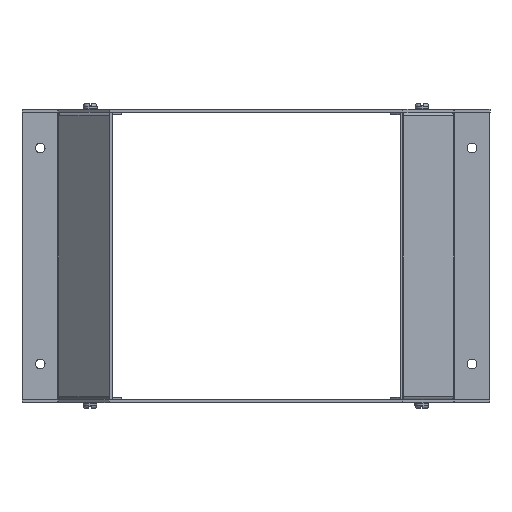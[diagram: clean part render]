
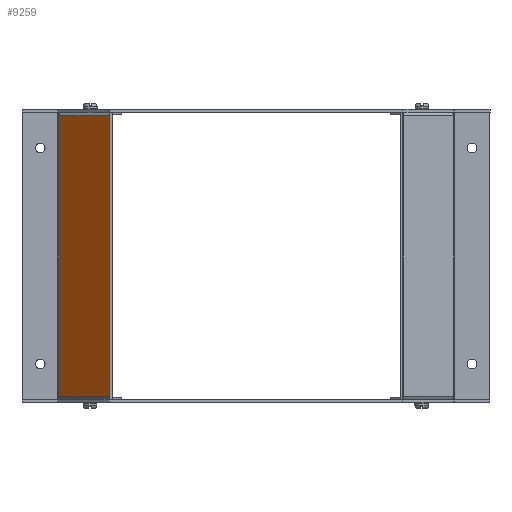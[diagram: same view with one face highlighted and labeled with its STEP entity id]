
A CAD part, front view. The second image highlights one B-rep face of the part: STEP entity #9259.
In plain terms, the highlighted planar face has unit normal (-0.707, -0.707, 0).
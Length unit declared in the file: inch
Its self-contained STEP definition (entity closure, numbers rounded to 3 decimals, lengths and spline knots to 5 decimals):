
#500 = CARTESIAN_POINT ( 'NONE',  ( -5.48185, -4.08274, -0.108 ) ) ;
#512 = AXIS2_PLACEMENT_3D ( 'NONE', #9070, #9336, #10582 ) ;
#748 = EDGE_CURVE ( 'NONE', #1770, #4953, #4935, .T. ) ;
#759 = CARTESIAN_POINT ( 'NONE',  ( -4.0826, -5.48199, -7.892 ) ) ;
#851 = DIRECTION ( 'NONE',  ( -0.707, 0.707, 0. ) ) ;
#1469 = CARTESIAN_POINT ( 'NONE',  ( -3.36165, -6.20294, -0.108 ) ) ;
#1770 = VERTEX_POINT ( 'NONE', #6902 ) ;
#1955 = DIRECTION ( 'NONE',  ( 0., 0., 1. ) ) ;
#2105 = CARTESIAN_POINT ( 'NONE',  ( -4.0826, -5.48199, -0.108 ) ) ;
#2452 = CARTESIAN_POINT ( 'NONE',  ( -5.48191, -4.08268, -7.892 ) ) ;
#2453 = VECTOR ( 'NONE', #6891, 39.37008 ) ;
#2561 = ORIENTED_EDGE ( 'NONE', *, *, #4952, .T. ) ;
#3399 = EDGE_CURVE ( 'NONE', #5137, #15470, #14196, .T. ) ;
#4479 = EDGE_CURVE ( 'NONE', #13526, #6050, #11877, .T. ) ;
#4599 = CARTESIAN_POINT ( 'NONE',  ( -5.48191, -4.08268, -7.892 ) ) ;
#4793 = VECTOR ( 'NONE', #851, 39.37008 ) ;
#4935 = LINE ( 'NONE', #10336, #8236 ) ;
#4952 = EDGE_CURVE ( 'NONE', #6050, #13393, #9013, .T. ) ;
#4953 = VERTEX_POINT ( 'NONE', #2105 ) ;
#5137 = VERTEX_POINT ( 'NONE', #14493 ) ;
#5341 = DIRECTION ( 'NONE',  ( 0., 0., -1. ) ) ;
#5431 = CARTESIAN_POINT ( 'NONE',  ( -5.48185, -4.08274, -7.892 ) ) ;
#6050 = VERTEX_POINT ( 'NONE', #2452 ) ;
#6153 = DIRECTION ( 'NONE',  ( 0.707, -0.707, 0. ) ) ;
#6352 = DIRECTION ( 'NONE',  ( -0.707, 0.707, 0. ) ) ;
#6366 = VECTOR ( 'NONE', #5341, 39.37008 ) ;
#6426 = CARTESIAN_POINT ( 'NONE',  ( -3.36165, -6.20294, -0.108 ) ) ;
#6683 = CARTESIAN_POINT ( 'NONE',  ( -5.48191, -4.08268, -8. ) ) ;
#6891 = DIRECTION ( 'NONE',  ( -0.707, 0.707, 0. ) ) ;
#6902 = CARTESIAN_POINT ( 'NONE',  ( -4.08254, -5.48204, -0.108 ) ) ;
#7602 = CARTESIAN_POINT ( 'NONE',  ( -4.08254, -5.48204, -7.892 ) ) ;
#8236 = VECTOR ( 'NONE', #6352, 39.37008 ) ;
#8431 = EDGE_CURVE ( 'NONE', #9593, #13526, #13596, .T. ) ;
#8517 = CARTESIAN_POINT ( 'NONE',  ( -4.08254, -5.48204, -8. ) ) ;
#8574 = VECTOR ( 'NONE', #17343, 39.37008 ) ;
#8633 = CARTESIAN_POINT ( 'NONE',  ( -5.48191, -4.08268, -0.108 ) ) ;
#9013 = LINE ( 'NONE', #4599, #17088 ) ;
#9070 = CARTESIAN_POINT ( 'NONE',  ( -3.36165, -6.20294, -8. ) ) ;
#9259 = ADVANCED_FACE ( 'NONE', ( #11807 ), #10490, .T. ) ;
#9326 = ORIENTED_EDGE ( 'NONE', *, *, #10924, .T. ) ;
#9336 = DIRECTION ( 'NONE',  ( -0.707, -0.707, 0. ) ) ;
#9432 = VECTOR ( 'NONE', #6153, 39.37008 ) ;
#9593 = VERTEX_POINT ( 'NONE', #500 ) ;
#10311 = ORIENTED_EDGE ( 'NONE', *, *, #14931, .T. ) ;
#10336 = CARTESIAN_POINT ( 'NONE',  ( -4.08254, -5.48204, -0.108 ) ) ;
#10490 = PLANE ( 'NONE',  #512 ) ;
#10582 = DIRECTION ( 'NONE',  ( 0.707, -0.707, 0. ) ) ;
#10865 = ORIENTED_EDGE ( 'NONE', *, *, #4479, .T. ) ;
#10924 = EDGE_CURVE ( 'NONE', #4953, #9593, #12975, .T. ) ;
#11497 = EDGE_CURVE ( 'NONE', #15470, #1770, #13820, .T. ) ;
#11715 = ORIENTED_EDGE ( 'NONE', *, *, #748, .T. ) ;
#11785 = LINE ( 'NONE', #11963, #8574 ) ;
#11807 = FACE_OUTER_BOUND ( 'NONE', #16208, .T. ) ;
#11877 = LINE ( 'NONE', #6683, #6366 ) ;
#11963 = CARTESIAN_POINT ( 'NONE',  ( -3.36165, -6.20294, -7.892 ) ) ;
#12937 = ORIENTED_EDGE ( 'NONE', *, *, #3399, .T. ) ;
#12975 = LINE ( 'NONE', #6426, #4793 ) ;
#13218 = ORIENTED_EDGE ( 'NONE', *, *, #11497, .T. ) ;
#13393 = VERTEX_POINT ( 'NONE', #5431 ) ;
#13526 = VERTEX_POINT ( 'NONE', #8633 ) ;
#13552 = VECTOR ( 'NONE', #1955, 39.37008 ) ;
#13596 = LINE ( 'NONE', #1469, #2453 ) ;
#13820 = LINE ( 'NONE', #8517, #13552 ) ;
#14062 = DIRECTION ( 'NONE',  ( 0.707, -0.707, 0. ) ) ;
#14196 = LINE ( 'NONE', #759, #9432 ) ;
#14493 = CARTESIAN_POINT ( 'NONE',  ( -4.0826, -5.48199, -7.892 ) ) ;
#14931 = EDGE_CURVE ( 'NONE', #13393, #5137, #11785, .T. ) ;
#15458 = ORIENTED_EDGE ( 'NONE', *, *, #8431, .T. ) ;
#15470 = VERTEX_POINT ( 'NONE', #7602 ) ;
#16208 = EDGE_LOOP ( 'NONE', ( #11715, #9326, #15458, #10865, #2561, #10311, #12937, #13218 ) ) ;
#17088 = VECTOR ( 'NONE', #14062, 39.37008 ) ;
#17343 = DIRECTION ( 'NONE',  ( 0.707, -0.707, 0. ) ) ;
